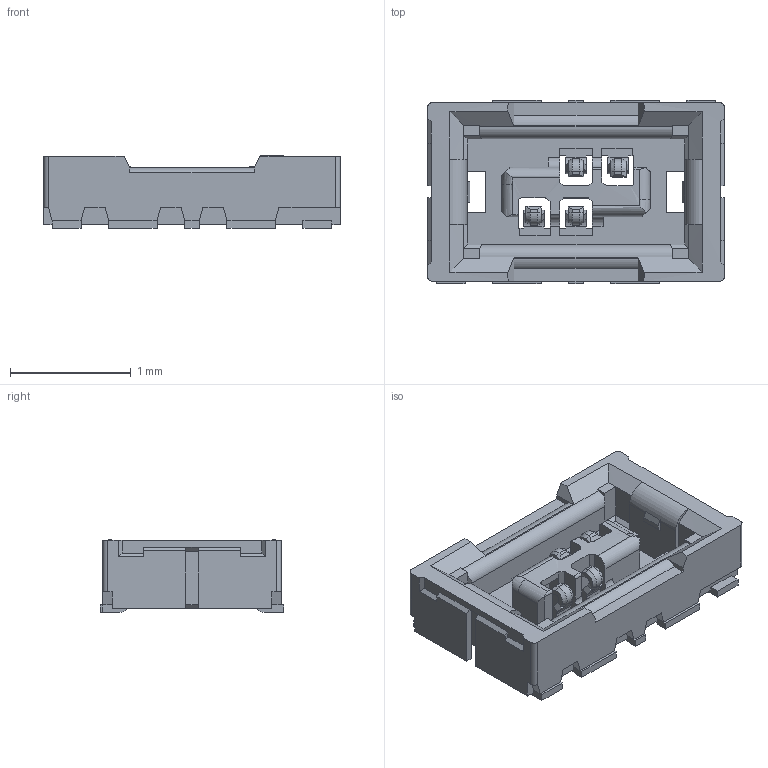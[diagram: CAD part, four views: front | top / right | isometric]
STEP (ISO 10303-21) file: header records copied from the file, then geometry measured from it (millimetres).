
FILE_DESCRIPTION(/* description */ ('STEP AP242','CAx-IF Rec.Pracs.---Representation and Presentation of Product Manufacturing Information (PMI)---4.0---2014-10-13','CAx-IF Rec.Pracs.---3D Tessellated Geometry---0.4---2014-09-14','2;1'),/* implementation_level */ '2;1');
FILE_NAME(/* name */ '61818f7cedae07278ca3a66e',/* time_stamp */ '2021-11-02T19:20:29+00:00',/* author */ (''),/* organization */ (''),/* preprocessor_version */ 'ST-DEVELOPER v18.1',/* originating_system */ ' ',/* authorisation */ ' ');
FILE_SCHEMA (('AP242_MANAGED_MODEL_BASED_3D_ENGINEERING_MIM_LF { 1 0 10303 442 1 1 4 }'));
Length unit declared in the file: metre
Products named in the file (1): BM29B0.6-2DS2-0.35V
Bounding box: 2.46 x 1.52 x 0.6 mm (x, y, z)
Volume: 1.2 mm3; surface area: 17.6 mm2
Topology: 1 solids, 1 shells, 465 faces, 1277 edges, 815 vertices
Faces by surface type: plane 388, cylinder 69, cone 8
Entity records: 14523 total; most frequent: CARTESIAN_POINT 2642, ORIENTED_EDGE 2554, DIRECTION 2331, EDGE_CURVE 1277, LINE 1099, VECTOR 1099, VERTEX_POINT 815, AXIS2_PLACEMENT_3D 616
